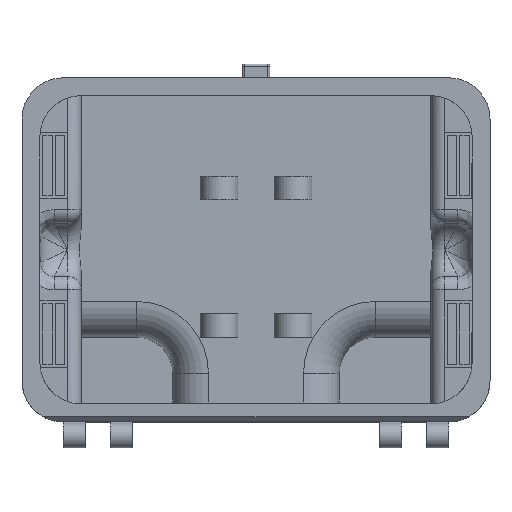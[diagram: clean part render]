
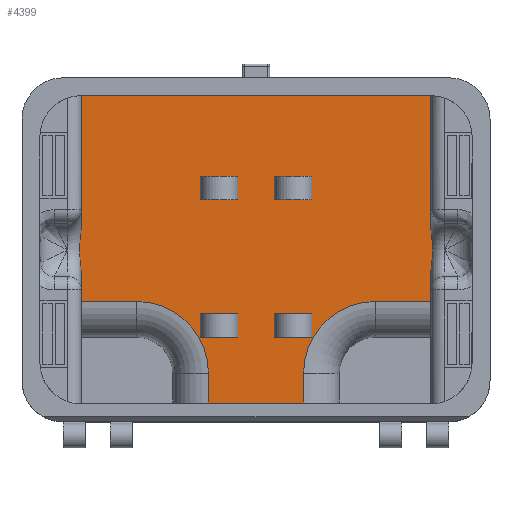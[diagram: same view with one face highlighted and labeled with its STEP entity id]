
A CAD part, top view. The second image highlights one B-rep face of the part: STEP entity #4399.
In plain terms, the highlighted planar face has unit normal (0, 0, 1).
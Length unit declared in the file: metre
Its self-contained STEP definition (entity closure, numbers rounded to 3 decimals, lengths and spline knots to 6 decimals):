
#50=B_SPLINE_CURVE_WITH_KNOTS('',3,(#7059,#7060,#7061,#7062,#7063,#7064,
#7065),.UNSPECIFIED.,.F.,.F.,(4,1,1,1,4),(0.,0.004143,0.008286,
0.012428,0.016571),.UNSPECIFIED.);
#51=B_SPLINE_CURVE_WITH_KNOTS('',3,(#7066,#7067,#7068,#7069,#7070,#7071,
#7072),.UNSPECIFIED.,.F.,.F.,(4,1,1,1,4),(0.,0.004143,0.008286,
0.012428,0.016571),.UNSPECIFIED.);
#110=CIRCLE('',#4822,0.026);
#111=CIRCLE('',#4823,0.026);
#795=ORIENTED_EDGE('',*,*,#1814,.F.);
#796=ORIENTED_EDGE('',*,*,#1815,.T.);
#797=ORIENTED_EDGE('',*,*,#1816,.F.);
#798=ORIENTED_EDGE('',*,*,#1817,.T.);
#799=ORIENTED_EDGE('',*,*,#1768,.F.);
#800=ORIENTED_EDGE('',*,*,#1818,.T.);
#801=ORIENTED_EDGE('',*,*,#1819,.F.);
#802=ORIENTED_EDGE('',*,*,#1820,.T.);
#803=ORIENTED_EDGE('',*,*,#1821,.F.);
#804=ORIENTED_EDGE('',*,*,#1822,.T.);
#805=ORIENTED_EDGE('',*,*,#1752,.F.);
#806=ORIENTED_EDGE('',*,*,#1799,.T.);
#807=ORIENTED_EDGE('',*,*,#1756,.F.);
#808=ORIENTED_EDGE('',*,*,#1823,.T.);
#809=ORIENTED_EDGE('',*,*,#1786,.T.);
#810=ORIENTED_EDGE('',*,*,#1824,.F.);
#811=ORIENTED_EDGE('',*,*,#1788,.F.);
#812=ORIENTED_EDGE('',*,*,#1825,.F.);
#813=ORIENTED_EDGE('',*,*,#1826,.T.);
#814=ORIENTED_EDGE('',*,*,#1827,.T.);
#815=ORIENTED_EDGE('',*,*,#1828,.T.);
#816=ORIENTED_EDGE('',*,*,#1829,.F.);
#817=ORIENTED_EDGE('',*,*,#1830,.F.);
#818=ORIENTED_EDGE('',*,*,#1831,.T.);
#819=ORIENTED_EDGE('',*,*,#1832,.T.);
#820=ORIENTED_EDGE('',*,*,#1833,.T.);
#821=ORIENTED_EDGE('',*,*,#1834,.F.);
#822=ORIENTED_EDGE('',*,*,#1778,.F.);
#823=ORIENTED_EDGE('',*,*,#1835,.F.);
#824=ORIENTED_EDGE('',*,*,#1776,.T.);
#1752=EDGE_CURVE('',#2300,#2297,#2731,.T.);
#1756=EDGE_CURVE('',#2304,#2302,#2734,.T.);
#1768=EDGE_CURVE('',#2315,#2316,#2741,.T.);
#1776=EDGE_CURVE('',#2323,#2322,#2746,.T.);
#1778=EDGE_CURVE('',#2324,#2325,#2748,.T.);
#1786=EDGE_CURVE('',#2331,#2330,#2754,.T.);
#1788=EDGE_CURVE('',#2332,#2333,#2756,.T.);
#1799=EDGE_CURVE('',#2300,#2302,#2763,.T.);
#1814=EDGE_CURVE('',#2348,#2349,#2776,.T.);
#1815=EDGE_CURVE('',#2348,#2350,#2777,.F.);
#1816=EDGE_CURVE('',#2351,#2350,#110,.T.);
#1817=EDGE_CURVE('',#2351,#2316,#2778,.F.);
#1818=EDGE_CURVE('',#2315,#2352,#2779,.F.);
#1819=EDGE_CURVE('',#2353,#2352,#111,.T.);
#1820=EDGE_CURVE('',#2353,#2354,#2780,.F.);
#1821=EDGE_CURVE('',#2355,#2354,#2781,.T.);
#1822=EDGE_CURVE('',#2355,#2297,#50,.T.);
#1823=EDGE_CURVE('',#2304,#2349,#51,.T.);
#1824=EDGE_CURVE('',#2333,#2330,#2782,.T.);
#1825=EDGE_CURVE('',#2331,#2332,#2783,.T.);
#1826=EDGE_CURVE('',#2356,#2357,#2784,.T.);
#1827=EDGE_CURVE('',#2357,#2358,#2785,.T.);
#1828=EDGE_CURVE('',#2358,#2359,#2786,.T.);
#1829=EDGE_CURVE('',#2356,#2359,#2787,.T.);
#1830=EDGE_CURVE('',#2360,#2361,#2788,.T.);
#1831=EDGE_CURVE('',#2360,#2362,#2789,.T.);
#1832=EDGE_CURVE('',#2362,#2363,#2790,.T.);
#1833=EDGE_CURVE('',#2363,#2361,#2791,.T.);
#1834=EDGE_CURVE('',#2325,#2322,#2792,.T.);
#1835=EDGE_CURVE('',#2323,#2324,#2793,.T.);
#2297=VERTEX_POINT('',#6865);
#2300=VERTEX_POINT('',#6870);
#2302=VERTEX_POINT('',#6875);
#2304=VERTEX_POINT('',#6879);
#2315=VERTEX_POINT('',#6904);
#2316=VERTEX_POINT('',#6906);
#2322=VERTEX_POINT('',#6921);
#2323=VERTEX_POINT('',#6923);
#2324=VERTEX_POINT('',#6927);
#2325=VERTEX_POINT('',#6928);
#2330=VERTEX_POINT('',#6942);
#2331=VERTEX_POINT('',#6944);
#2332=VERTEX_POINT('',#6948);
#2333=VERTEX_POINT('',#6949);
#2348=VERTEX_POINT('',#7044);
#2349=VERTEX_POINT('',#7045);
#2350=VERTEX_POINT('',#7047);
#2351=VERTEX_POINT('',#7049);
#2352=VERTEX_POINT('',#7052);
#2353=VERTEX_POINT('',#7054);
#2354=VERTEX_POINT('',#7056);
#2355=VERTEX_POINT('',#7058);
#2356=VERTEX_POINT('',#7076);
#2357=VERTEX_POINT('',#7077);
#2358=VERTEX_POINT('',#7079);
#2359=VERTEX_POINT('',#7081);
#2360=VERTEX_POINT('',#7084);
#2361=VERTEX_POINT('',#7085);
#2362=VERTEX_POINT('',#7087);
#2363=VERTEX_POINT('',#7089);
#2731=LINE('',#6871,#3204);
#2734=LINE('',#6880,#3207);
#2741=LINE('',#6905,#3214);
#2746=LINE('',#6922,#3219);
#2748=LINE('',#6926,#3221);
#2754=LINE('',#6943,#3227);
#2756=LINE('',#6947,#3229);
#2763=LINE('',#6991,#3236);
#2776=LINE('',#7043,#3249);
#2777=LINE('',#7046,#3250);
#2778=LINE('',#7050,#3251);
#2779=LINE('',#7051,#3252);
#2780=LINE('',#7055,#3253);
#2781=LINE('',#7057,#3254);
#2782=LINE('',#7073,#3255);
#2783=LINE('',#7074,#3256);
#2784=LINE('',#7075,#3257);
#2785=LINE('',#7078,#3258);
#2786=LINE('',#7080,#3259);
#2787=LINE('',#7082,#3260);
#2788=LINE('',#7083,#3261);
#2789=LINE('',#7086,#3262);
#2790=LINE('',#7088,#3263);
#2791=LINE('',#7090,#3264);
#2792=LINE('',#7091,#3265);
#2793=LINE('',#7092,#3266);
#3204=VECTOR('',#5554,1.);
#3207=VECTOR('',#5561,1.);
#3214=VECTOR('',#5582,1.);
#3219=VECTOR('',#5597,1.);
#3221=VECTOR('',#5601,1.);
#3227=VECTOR('',#5615,1.);
#3229=VECTOR('',#5619,1.);
#3236=VECTOR('',#5634,1.);
#3249=VECTOR('',#5651,1.);
#3250=VECTOR('',#5652,1.);
#3251=VECTOR('',#5655,1.);
#3252=VECTOR('',#5656,1.);
#3253=VECTOR('',#5659,1.);
#3254=VECTOR('',#5660,1.);
#3255=VECTOR('',#5661,1.);
#3256=VECTOR('',#5662,1.);
#3257=VECTOR('',#5663,1.);
#3258=VECTOR('',#5664,1.);
#3259=VECTOR('',#5665,1.);
#3260=VECTOR('',#5666,1.);
#3261=VECTOR('',#5667,1.);
#3262=VECTOR('',#5668,1.);
#3263=VECTOR('',#5669,1.);
#3264=VECTOR('',#5670,1.);
#3265=VECTOR('',#5671,1.);
#3266=VECTOR('',#5672,1.);
#3592=EDGE_LOOP('',(#795,#796,#797,#798,#799,#800,#801,#802,#803,#804,#805,
#806,#807,#808));
#3593=EDGE_LOOP('',(#809,#810,#811,#812));
#3594=EDGE_LOOP('',(#813,#814,#815,#816));
#3595=EDGE_LOOP('',(#817,#818,#819,#820));
#3596=EDGE_LOOP('',(#821,#822,#823,#824));
#3918=FACE_BOUND('',#3592,.T.);
#3919=FACE_BOUND('',#3593,.T.);
#3920=FACE_BOUND('',#3594,.T.);
#3921=FACE_BOUND('',#3595,.T.);
#3922=FACE_BOUND('',#3596,.T.);
#4197=PLANE('',#4821);
#4399=ADVANCED_FACE('',(#3918,#3919,#3920,#3921,#3922),#4197,.T.);
#4821=AXIS2_PLACEMENT_3D('',#7042,#5649,#5650);
#4822=AXIS2_PLACEMENT_3D('',#7048,#5653,#5654);
#4823=AXIS2_PLACEMENT_3D('',#7053,#5657,#5658);
#5554=DIRECTION('',(0.,-1.,0.));
#5561=DIRECTION('',(0.,1.,0.));
#5582=DIRECTION('',(-1.,0.,0.));
#5597=DIRECTION('',(0.,-1.,0.));
#5601=DIRECTION('',(0.,-1.,0.));
#5615=DIRECTION('',(0.,-1.,0.));
#5619=DIRECTION('',(0.,-1.,0.));
#5634=DIRECTION('',(-1.,0.,0.));
#5649=DIRECTION('',(0.,0.,1.));
#5650=DIRECTION('',(1.,0.,0.));
#5651=DIRECTION('',(0.,1.,0.));
#5652=DIRECTION('',(-1.,0.,0.));
#5653=DIRECTION('',(0.,0.,1.));
#5654=DIRECTION('',(1.,0.,0.));
#5655=DIRECTION('',(0.,1.,0.));
#5656=DIRECTION('',(0.,-1.,0.));
#5657=DIRECTION('',(0.,0.,1.));
#5658=DIRECTION('',(1.,0.,0.));
#5659=DIRECTION('',(-1.,0.,0.));
#5660=DIRECTION('',(0.,-1.,0.));
#5661=DIRECTION('',(1.,0.,0.));
#5662=DIRECTION('',(-1.,0.,0.));
#5663=DIRECTION('',(1.,0.,0.));
#5664=DIRECTION('',(0.,-1.,0.));
#5665=DIRECTION('',(-1.,0.,0.));
#5666=DIRECTION('',(0.,-1.,0.));
#5667=DIRECTION('',(0.,-1.,0.));
#5668=DIRECTION('',(1.,0.,0.));
#5669=DIRECTION('',(0.,-1.,0.));
#5670=DIRECTION('',(-1.,0.,0.));
#5671=DIRECTION('',(1.,0.,0.));
#5672=DIRECTION('',(-1.,0.,0.));
#6865=CARTESIAN_POINT('',(0.0635,0.008292,0.0135));
#6870=CARTESIAN_POINT('',(0.0635,0.056,0.0135));
#6871=CARTESIAN_POINT('',(0.0635,0.,0.0135));
#6875=CARTESIAN_POINT('',(-0.0635,0.056,0.0135));
#6879=CARTESIAN_POINT('',(-0.0635,0.008292,0.0135));
#6880=CARTESIAN_POINT('',(-0.0635,0.,0.0135));
#6904=CARTESIAN_POINT('',(0.017294,-0.056,0.0135));
#6905=CARTESIAN_POINT('',(0.,-0.056,0.0135));
#6906=CARTESIAN_POINT('',(-0.017294,-0.056,0.0135));
#6921=CARTESIAN_POINT('',(0.020294,-0.03175,0.0135));
#6922=CARTESIAN_POINT('',(0.020294,0.056,0.0135));
#6923=CARTESIAN_POINT('',(0.020294,-0.02325,0.0135));
#6926=CARTESIAN_POINT('',(0.006594,0.056,0.0135));
#6927=CARTESIAN_POINT('',(0.006594,-0.02325,0.0135));
#6928=CARTESIAN_POINT('',(0.006594,-0.03175,0.0135));
#6942=CARTESIAN_POINT('',(-0.006594,-0.03175,0.0135));
#6943=CARTESIAN_POINT('',(-0.006594,0.056,0.0135));
#6944=CARTESIAN_POINT('',(-0.006594,-0.02325,0.0135));
#6947=CARTESIAN_POINT('',(-0.020294,0.056,0.0135));
#6948=CARTESIAN_POINT('',(-0.020294,-0.02325,0.0135));
#6949=CARTESIAN_POINT('',(-0.020294,-0.03175,0.0135));
#6991=CARTESIAN_POINT('',(0.,0.056,0.0135));
#7042=CARTESIAN_POINT('',(0.,0.,0.0135));
#7043=CARTESIAN_POINT('',(-0.0635,0.,0.0135));
#7044=CARTESIAN_POINT('',(-0.0635,-0.01875,0.0135));
#7045=CARTESIAN_POINT('',(-0.0635,-0.008292,0.0135));
#7046=CARTESIAN_POINT('',(-0.030294,-0.01875,0.0135));
#7047=CARTESIAN_POINT('',(-0.043294,-0.01875,0.0135));
#7048=CARTESIAN_POINT('',(-0.043294,-0.04475,0.0135));
#7049=CARTESIAN_POINT('',(-0.017294,-0.04475,0.0135));
#7050=CARTESIAN_POINT('',(-0.017294,-0.056,0.0135));
#7051=CARTESIAN_POINT('',(0.017294,-0.03175,0.0135));
#7052=CARTESIAN_POINT('',(0.017294,-0.04475,0.0135));
#7053=CARTESIAN_POINT('',(0.043294,-0.04475,0.0135));
#7054=CARTESIAN_POINT('',(0.043294,-0.01875,0.0135));
#7055=CARTESIAN_POINT('',(0.0635,-0.01875,0.0135));
#7056=CARTESIAN_POINT('',(0.0635,-0.01875,0.0135));
#7057=CARTESIAN_POINT('',(0.0635,0.,0.0135));
#7058=CARTESIAN_POINT('',(0.0635,-0.008292,0.0135));
#7059=CARTESIAN_POINT('',(0.0635,-0.008292,0.0135));
#7060=CARTESIAN_POINT('',(0.0635,-0.006908,0.0135));
#7061=CARTESIAN_POINT('',(0.063856,-0.004163,0.0135));
#7062=CARTESIAN_POINT('',(0.064325,-0.000039,0.0135));
#7063=CARTESIAN_POINT('',(0.063863,0.004131,0.0135));
#7064=CARTESIAN_POINT('',(0.0635,0.006893,0.0135));
#7065=CARTESIAN_POINT('',(0.0635,0.008292,0.0135));
#7066=CARTESIAN_POINT('',(-0.0635,0.008292,0.0135));
#7067=CARTESIAN_POINT('',(-0.0635,0.006908,0.0135));
#7068=CARTESIAN_POINT('',(-0.063856,0.004163,0.0135));
#7069=CARTESIAN_POINT('',(-0.064325,0.000039,0.0135));
#7070=CARTESIAN_POINT('',(-0.063863,-0.004131,0.0135));
#7071=CARTESIAN_POINT('',(-0.0635,-0.006893,0.0135));
#7072=CARTESIAN_POINT('',(-0.0635,-0.008292,0.0135));
#7073=CARTESIAN_POINT('',(0.01216,-0.03175,0.0135));
#7074=CARTESIAN_POINT('',(-0.012047,-0.02325,0.0135));
#7075=CARTESIAN_POINT('',(-0.012047,0.02675,0.0135));
#7076=CARTESIAN_POINT('',(-0.020294,0.02675,0.0135));
#7077=CARTESIAN_POINT('',(-0.006594,0.02675,0.0135));
#7078=CARTESIAN_POINT('',(-0.006594,0.056,0.0135));
#7079=CARTESIAN_POINT('',(-0.006594,0.01825,0.0135));
#7080=CARTESIAN_POINT('',(0.000113,0.01825,0.0135));
#7081=CARTESIAN_POINT('',(-0.020294,0.01825,0.0135));
#7082=CARTESIAN_POINT('',(-0.020294,0.056,0.0135));
#7083=CARTESIAN_POINT('',(0.006594,0.056,0.0135));
#7084=CARTESIAN_POINT('',(0.006594,0.02675,0.0135));
#7085=CARTESIAN_POINT('',(0.006594,0.01825,0.0135));
#7086=CARTESIAN_POINT('',(-0.012047,0.02675,0.0135));
#7087=CARTESIAN_POINT('',(0.020294,0.02675,0.0135));
#7088=CARTESIAN_POINT('',(0.020294,0.056,0.0135));
#7089=CARTESIAN_POINT('',(0.020294,0.01825,0.0135));
#7090=CARTESIAN_POINT('',(0.000113,0.01825,0.0135));
#7091=CARTESIAN_POINT('',(0.01216,-0.03175,0.0135));
#7092=CARTESIAN_POINT('',(-0.012047,-0.02325,0.0135));
